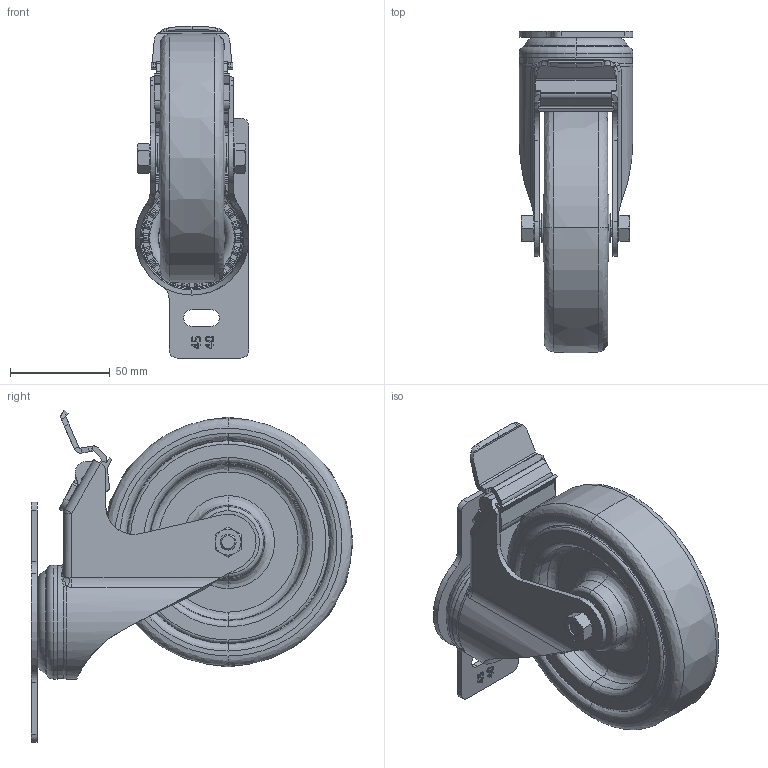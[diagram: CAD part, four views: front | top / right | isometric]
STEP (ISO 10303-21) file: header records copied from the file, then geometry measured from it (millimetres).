
FILE_DESCRIPTION (( 'STEP AP214' ), '1' );
FILE_NAME ('Accessories for aluminium profiles098S125GD4045NESD.step', '2016-10-19T13:46:11', ( '' ), ( '' ), 'SwSTEP 2.0', 'SolidWorks 2016', '' );
FILE_SCHEMA (( 'AUTOMOTIVE_DESIGN' ));
Length unit declared in the file: millimetre
Products named in the file (5): VPA_126_8K-EL_118844-214_selction no pls; 4DIN931M08048MS01; 4DIN934M08M; 098S4045R.u.Tab_098S125D4045; Accessories for aluminium profiles098S125GD4045NESD
Assembly tree (4 placements, depth 2):
  Accessories for aluminium profiles098S125GD4045NESD
    098S4045R.u.Tab_098S125D4045
    4DIN934M08M
    4DIN931M08048MS01
    VPA_126_8K-EL_118844-214_selction no pls
Bounding box: 57 x 160.94 x 166.07 mm (x, y, z)
Volume: 384306 mm3; surface area: 105056.9 mm2
Topology: 6 solids, 8 shells, 1672 faces, 4345 edges, 2766 vertices
Faces by surface type: plane 732, bspline 427, cylinder 355, torus 101, cone 51, sphere 6
Entity records: 80123 total; most frequent: CARTESIAN_POINT 38238, ORIENTED_EDGE 8682, DIRECTION 6051, EDGE_CURVE 4341, VERTEX_POINT 2767, LINE 2337, VECTOR 2337, AXIS2_PLACEMENT_3D 1857
